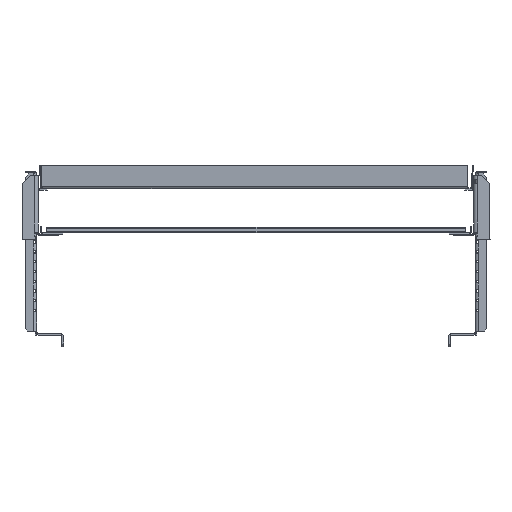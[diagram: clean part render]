
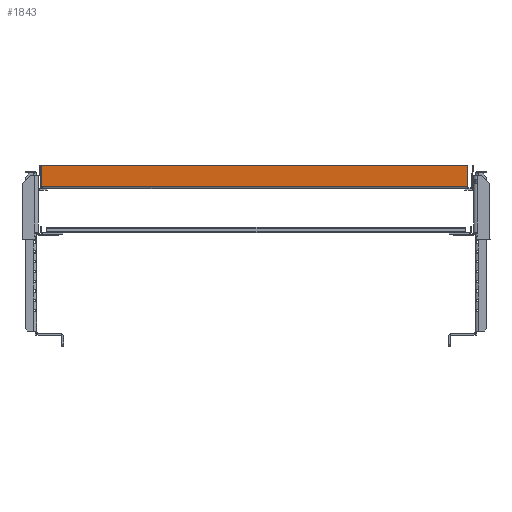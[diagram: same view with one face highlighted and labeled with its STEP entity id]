
A CAD part, front view. The second image highlights one B-rep face of the part: STEP entity #1843.
In plain terms, the highlighted face is planar.
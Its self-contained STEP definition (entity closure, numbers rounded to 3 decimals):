
#1584=PLANE('',#10509);
#1843=ADVANCED_FACE('F22',(#2477),#1584,.T.);
#2477=FACE_OUTER_BOUND('',#2977,.T.);
#2977=EDGE_LOOP('',(#3996,#3997,#3998,#3999));
#3996=ORIENTED_EDGE('',*,*,#7500,.T.);
#3997=ORIENTED_EDGE('',*,*,#7501,.F.);
#3998=ORIENTED_EDGE('',*,*,#7502,.T.);
#3999=ORIENTED_EDGE('',*,*,#7498,.T.);
#6626=VERTEX_POINT('',#13516);
#6627=VERTEX_POINT('',#13518);
#6628=VERTEX_POINT('',#13522);
#6629=VERTEX_POINT('',#13524);
#7498=EDGE_CURVE('E112',#6627,#6626,#8851,.T.);
#7500=EDGE_CURVE('E110',#6626,#6628,#8853,.T.);
#7501=EDGE_CURVE('E93',#6629,#6628,#8854,.T.);
#7502=EDGE_CURVE('E111',#6629,#6627,#8855,.T.);
#8851=LINE('',#13517,#9681);
#8853=LINE('',#13521,#9683);
#8854=LINE('',#13523,#9684);
#8855=LINE('',#13525,#9685);
#9681=VECTOR('',#11332,1.);
#9683=VECTOR('',#11336,1.);
#9684=VECTOR('',#11337,1.);
#9685=VECTOR('',#11338,1.);
#10509=AXIS2_PLACEMENT_3D('',#13526,#11339,#11340);
#11332=DIRECTION('',(0.,0.,1.));
#11336=DIRECTION('',(0.052,0.999,0.));
#11337=DIRECTION('',(0.,0.,1.));
#11338=DIRECTION('',(-0.052,-0.999,0.));
#11339=DIRECTION('',(-0.999,0.052,0.));
#11340=DIRECTION('',(0.,0.,-1.));
#13516=CARTESIAN_POINT('',(-1409.045,366.056,1405.809));
#13517=CARTESIAN_POINT('',(-1409.045,366.056,1133.759));
#13518=CARTESIAN_POINT('',(-1409.045,366.056,861.709));
#13521=CARTESIAN_POINT('',(-1408.331,379.678,1405.809));
#13522=CARTESIAN_POINT('',(-1407.617,393.3,1405.809));
#13523=CARTESIAN_POINT('',(-1407.617,393.3,1133.759));
#13524=CARTESIAN_POINT('',(-1407.617,393.3,861.709));
#13525=CARTESIAN_POINT('',(-1408.331,379.678,861.709));
#13526=CARTESIAN_POINT('',(-1407.617,393.3,1405.809));
